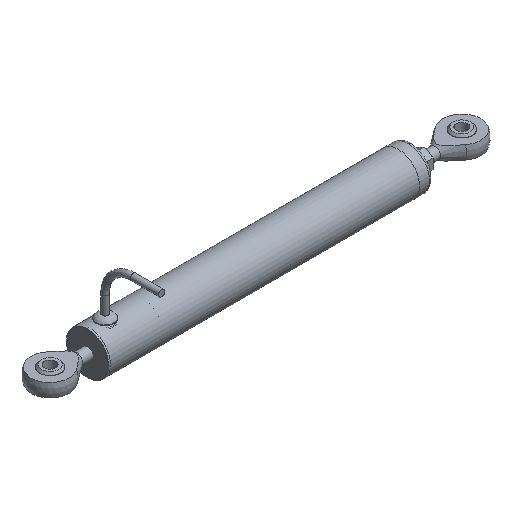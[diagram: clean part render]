
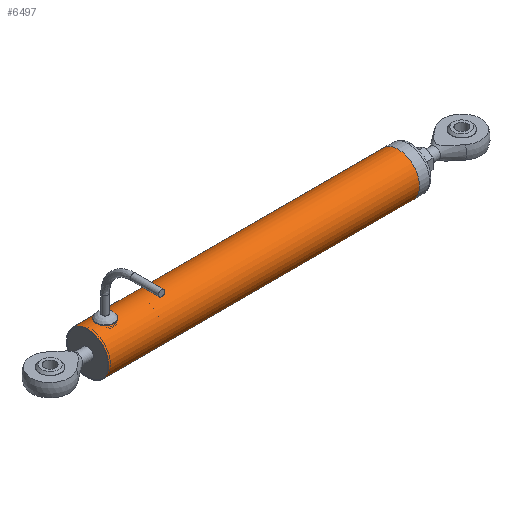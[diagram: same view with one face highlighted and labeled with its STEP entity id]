
A CAD part, isometric view. The second image highlights one B-rep face of the part: STEP entity #6497.
In plain terms, the highlighted cylindrical face has radius 9.525 mm (diameter 19.05 mm), a full revolution.
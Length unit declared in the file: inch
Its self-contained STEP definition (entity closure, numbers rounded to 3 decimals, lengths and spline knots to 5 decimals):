
#78 = CARTESIAN_POINT ( 'NONE',  ( 0.406, 0., 0.375 ) ) ;
#138 = CARTESIAN_POINT ( 'NONE',  ( 0.36972, 0.0752, 0.36749 ) ) ;
#186 = EDGE_LOOP ( 'NONE', ( #5031 ) ) ;
#223 = CARTESIAN_POINT ( 'NONE',  ( 0.35939, -0.0821, 0.36594 ) ) ;
#380 = CARTESIAN_POINT ( 'NONE',  ( -0.30158, 0., 0. ) ) ;
#408 = EDGE_LOOP ( 'NONE', ( #4812 ) ) ;
#421 = AXIS2_PLACEMENT_3D ( 'NONE', #6372, #1516, #3655 ) ;
#471 = VERTEX_POINT ( 'NONE', #3248 ) ;
#528 = CARTESIAN_POINT ( 'NONE',  ( 0.22102, 0.0244, 0.37425 ) ) ;
#560 = CARTESIAN_POINT ( 'NONE',  ( 0.40537, 0.01248, 0.37484 ) ) ;
#606 = EDGE_LOOP ( 'NONE', ( #1637 ) ) ;
#848 = CARTESIAN_POINT ( 'NONE',  ( 0.24121, -0.06215, 0.36984 ) ) ;
#921 = AXIS2_PLACEMENT_3D ( 'NONE', #2248, #2775, #6586 ) ;
#983 = CARTESIAN_POINT ( 'NONE',  ( 0.22285, -0.03044, 0.37381 ) ) ;
#1015 = CARTESIAN_POINT ( 'NONE',  ( 0.32433, 0.09339, 0.36319 ) ) ;
#1092 = CARTESIAN_POINT ( 'NONE',  ( 0.406, 0.00624, 0.375 ) ) ;
#1158 = CARTESIAN_POINT ( 'NONE',  ( 0.39643, 0.04178, 0.37271 ) ) ;
#1196 = CARTESIAN_POINT ( 'NONE',  ( 0.38279, 0.06215, 0.36984 ) ) ;
#1309 = CARTESIAN_POINT ( 'NONE',  ( 0.40298, -0.02441, 0.37425 ) ) ;
#1379 = CARTESIAN_POINT ( 'NONE',  ( 0.32436, -0.09339, 0.36319 ) ) ;
#1491 = CARTESIAN_POINT ( 'NONE',  ( 0.23727, 0.05735, 0.37063 ) ) ;
#1516 = DIRECTION ( 'NONE',  ( -1., 0., 0. ) ) ;
#1618 = CARTESIAN_POINT ( 'NONE',  ( 0.26461, 0.0821, 0.36594 ) ) ;
#1637 = ORIENTED_EDGE ( 'NONE', *, *, #3177, .T. ) ;
#1657 = CIRCLE ( 'NONE', #421, 0.375 ) ;
#1835 = CARTESIAN_POINT ( 'NONE',  ( 0.31824, -0.09399, 0.36303 ) ) ;
#1932 = CARTESIAN_POINT ( 'NONE',  ( 0., 0., 0.375 ) ) ;
#1969 = CARTESIAN_POINT ( 'NONE',  ( 0.38673, -0.05735, 0.37062 ) ) ;
#2004 = DIRECTION ( 'NONE',  ( 0., 0., 1. ) ) ;
#2013 = CARTESIAN_POINT ( 'NONE',  ( 0.23045, 0.04715, 0.37206 ) ) ;
#2077 = CARTESIAN_POINT ( 'NONE',  ( 0.22283, 0.03039, 0.37381 ) ) ;
#2113 = CARTESIAN_POINT ( 'NONE',  ( 0.28155, 0.08914, 0.36426 ) ) ;
#2150 = CARTESIAN_POINT ( 'NONE',  ( 0.24122, 0.06215, 0.36984 ) ) ;
#2156 = EDGE_CURVE ( 'NONE', #471, #471, #3190, .T. ) ;
#2165 = CIRCLE ( 'NONE', #921, 0.375 ) ;
#2248 = CARTESIAN_POINT ( 'NONE',  ( 0., 0., 0. ) ) ;
#2477 = FACE_BOUND ( 'NONE', #186, .T. ) ;
#2567 = CARTESIAN_POINT ( 'NONE',  ( 0.21863, -0.01248, 0.37484 ) ) ;
#2606 = CARTESIAN_POINT ( 'NONE',  ( 0.22106, -0.02458, 0.37424 ) ) ;
#2775 = DIRECTION ( 'NONE',  ( 1., 0., 0. ) ) ;
#2884 = CARTESIAN_POINT ( 'NONE',  ( 0.38278, -0.06216, 0.36984 ) ) ;
#2909 = FACE_OUTER_BOUND ( 'NONE', #408, .T. ) ;
#2948 = CARTESIAN_POINT ( 'NONE',  ( 0.406, -0.00624, 0.375 ) ) ;
#3052 = CARTESIAN_POINT ( 'NONE',  ( 0.29964, 0.09339, 0.36319 ) ) ;
#3177 = EDGE_CURVE ( 'NONE', #5961, #5961, #1657, .T. ) ;
#3190 = B_SPLINE_CURVE_WITH_KNOTS ( 'NONE', 3,
 ( #6725, #2948, #3591, #1309, #4057, #5199, #6835, #1969, #2884, #6232, #223, #4125, #3450, #1379, #1835, #5163, #3514, #5702, #3555, #5625, #5098, #848, #6798, #4084, #6263, #983, #2606, #2567, #6982, #3728, #6344, #528, #2077, #4204, #2013, #1491, #2150, #4862, #1618, #2113, #3764, #3052, #4241, #5885, #1015, #4826, #5395, #4957, #138, #1196, #6651, #3836, #1158, #3346, #4486, #560, #1092, #78 ),
 .UNSPECIFIED., .T., .F.,
 ( 4, 2, 2, 2, 2, 2, 2, 2, 2, 2, 2, 2, 2, 2, 2, 2, 2, 2, 2, 2, 2, 2, 2, 2, 2, 2, 2, 2, 4 ),
 ( 0., 0.00047, 0.00094, 0.0014, 0.00187, 0.00281, 0.00328, 0.00375, 0.00421, 0.00468, 0.00562, 0.00609, 0.00656, 0.00702, 0.00749, 0.00796, 0.00843, 0.0089, 0.00937, 0.0103, 0.01077, 0.01124, 0.01171, 0.01217, 0.01311, 0.01358, 0.01405, 0.01452, 0.01498 ),
 .UNSPECIFIED. ) ;
#3248 = CARTESIAN_POINT ( 'NONE',  ( 0.406, 0., 0.375 ) ) ;
#3346 = CARTESIAN_POINT ( 'NONE',  ( 0.40115, 0.03044, 0.37381 ) ) ;
#3440 = FACE_OUTER_BOUND ( 'NONE', #606, .T. ) ;
#3450 = CARTESIAN_POINT ( 'NONE',  ( 0.3365, -0.09096, 0.3638 ) ) ;
#3514 = CARTESIAN_POINT ( 'NONE',  ( 0.29967, -0.09339, 0.36319 ) ) ;
#3555 = CARTESIAN_POINT ( 'NONE',  ( 0.28173, -0.08921, 0.36424 ) ) ;
#3591 = CARTESIAN_POINT ( 'NONE',  ( 0.40539, -0.01236, 0.37484 ) ) ;
#3650 = DIRECTION ( 'NONE',  ( -1., 0., 0. ) ) ;
#3655 = DIRECTION ( 'NONE',  ( 0., 0., 1. ) ) ;
#3728 = CARTESIAN_POINT ( 'NONE',  ( 0.218, 0.00623, 0.375 ) ) ;
#3764 = CARTESIAN_POINT ( 'NONE',  ( 0.2875, 0.09096, 0.3638 ) ) ;
#3777 = CARTESIAN_POINT ( 'NONE',  ( 5.5, 0., 0.375 ) ) ;
#3836 = CARTESIAN_POINT ( 'NONE',  ( 0.39347, 0.04728, 0.37204 ) ) ;
#4054 = VERTEX_POINT ( 'NONE', #1932 ) ;
#4057 = CARTESIAN_POINT ( 'NONE',  ( 0.40116, -0.03039, 0.37381 ) ) ;
#4084 = CARTESIAN_POINT ( 'NONE',  ( 0.23053, -0.04728, 0.37204 ) ) ;
#4125 = CARTESIAN_POINT ( 'NONE',  ( 0.34245, -0.08914, 0.36426 ) ) ;
#4204 = CARTESIAN_POINT ( 'NONE',  ( 0.22756, 0.04176, 0.37271 ) ) ;
#4241 = CARTESIAN_POINT ( 'NONE',  ( 0.30576, 0.09399, 0.36303 ) ) ;
#4486 = CARTESIAN_POINT ( 'NONE',  ( 0.40294, 0.02458, 0.37424 ) ) ;
#4732 = EDGE_CURVE ( 'NONE', #4054, #4054, #2165, .T. ) ;
#4812 = ORIENTED_EDGE ( 'NONE', *, *, #4732, .T. ) ;
#4826 = CARTESIAN_POINT ( 'NONE',  ( 0.3364, 0.09099, 0.3638 ) ) ;
#4862 = CARTESIAN_POINT ( 'NONE',  ( 0.25417, 0.0751, 0.36751 ) ) ;
#4957 = CARTESIAN_POINT ( 'NONE',  ( 0.35939, 0.08212, 0.36593 ) ) ;
#5031 = ORIENTED_EDGE ( 'NONE', *, *, #2156, .T. ) ;
#5098 = CARTESIAN_POINT ( 'NONE',  ( 0.25428, -0.07521, 0.36749 ) ) ;
#5163 = CARTESIAN_POINT ( 'NONE',  ( 0.30593, -0.09401, 0.36303 ) ) ;
#5199 = CARTESIAN_POINT ( 'NONE',  ( 0.39644, -0.04176, 0.37271 ) ) ;
#5395 = CARTESIAN_POINT ( 'NONE',  ( 0.34227, 0.08921, 0.36424 ) ) ;
#5625 = CARTESIAN_POINT ( 'NONE',  ( 0.26461, -0.08212, 0.36593 ) ) ;
#5702 = CARTESIAN_POINT ( 'NONE',  ( 0.2876, -0.09099, 0.3638 ) ) ;
#5885 = CARTESIAN_POINT ( 'NONE',  ( 0.31807, 0.09401, 0.36303 ) ) ;
#5961 = VERTEX_POINT ( 'NONE', #3777 ) ;
#6173 = AXIS2_PLACEMENT_3D ( 'NONE', #380, #3650, #2004 ) ;
#6232 = CARTESIAN_POINT ( 'NONE',  ( 0.36983, -0.0751, 0.36751 ) ) ;
#6255 = CYLINDRICAL_SURFACE ( 'NONE', #6173, 0.375 ) ;
#6263 = CARTESIAN_POINT ( 'NONE',  ( 0.22757, -0.04178, 0.37271 ) ) ;
#6344 = CARTESIAN_POINT ( 'NONE',  ( 0.21861, 0.01236, 0.37484 ) ) ;
#6372 = CARTESIAN_POINT ( 'NONE',  ( 5.5, 0., 0. ) ) ;
#6497 = ADVANCED_FACE ( 'NONE', ( #3440, #2477, #2909 ), #6255, .T. ) ;
#6586 = DIRECTION ( 'NONE',  ( 0., 0., 1. ) ) ;
#6651 = CARTESIAN_POINT ( 'NONE',  ( 0.38666, 0.05744, 0.37061 ) ) ;
#6725 = CARTESIAN_POINT ( 'NONE',  ( 0.406, 0., 0.375 ) ) ;
#6798 = CARTESIAN_POINT ( 'NONE',  ( 0.23734, -0.05744, 0.37061 ) ) ;
#6835 = CARTESIAN_POINT ( 'NONE',  ( 0.39355, -0.04715, 0.37206 ) ) ;
#6982 = CARTESIAN_POINT ( 'NONE',  ( 0.218, -0.00624, 0.375 ) ) ;
